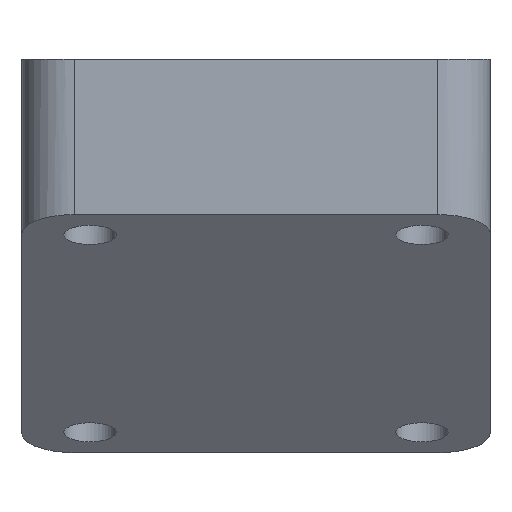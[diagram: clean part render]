
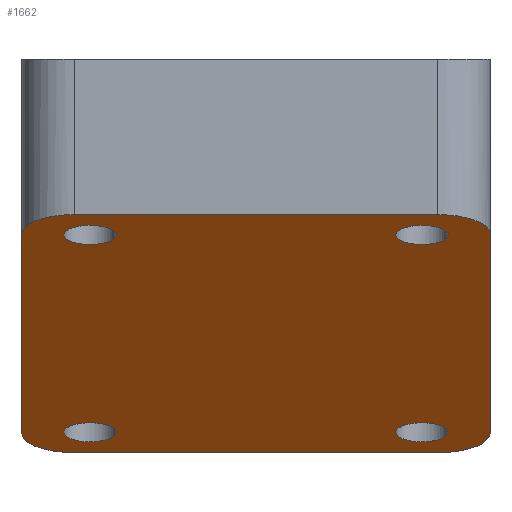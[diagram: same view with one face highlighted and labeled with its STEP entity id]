
A CAD part, front view. The second image highlights one B-rep face of the part: STEP entity #1662.
In plain terms, the highlighted planar face has unit normal (0, -0.342, -0.94).
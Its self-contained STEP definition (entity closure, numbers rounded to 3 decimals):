
#24=ELLIPSE('',#1794,6.385,6.);
#25=ELLIPSE('',#1795,6.385,6.);
#26=ELLIPSE('',#1796,6.385,6.);
#27=ELLIPSE('',#1797,6.385,6.);
#28=ELLIPSE('',#1798,3.193,3.);
#29=ELLIPSE('',#1799,3.193,3.);
#30=ELLIPSE('',#1800,3.193,3.);
#31=ELLIPSE('',#1801,3.193,3.);
#49=FACE_BOUND('',#235,.T.);
#50=FACE_BOUND('',#236,.T.);
#51=FACE_BOUND('',#237,.T.);
#52=FACE_BOUND('',#238,.T.);
#85=PLANE('',#1793);
#136=FACE_OUTER_BOUND('',#234,.T.);
#234=EDGE_LOOP('',(#1261,#1262,#1263,#1264,#1265,#1266,#1267,#1268));
#235=EDGE_LOOP('',(#1269));
#236=EDGE_LOOP('',(#1270));
#237=EDGE_LOOP('',(#1271));
#238=EDGE_LOOP('',(#1272));
#382=LINE('',#2645,#540);
#385=LINE('',#2653,#543);
#386=LINE('',#2657,#544);
#387=LINE('',#2661,#545);
#540=VECTOR('',#2092,10.);
#543=VECTOR('',#2099,10.);
#544=VECTOR('',#2102,10.);
#545=VECTOR('',#2105,10.);
#762=VERTEX_POINT('',#2641);
#764=VERTEX_POINT('',#2644);
#766=VERTEX_POINT('',#2650);
#767=VERTEX_POINT('',#2652);
#768=VERTEX_POINT('',#2654);
#769=VERTEX_POINT('',#2656);
#770=VERTEX_POINT('',#2658);
#771=VERTEX_POINT('',#2660);
#772=VERTEX_POINT('',#2663);
#773=VERTEX_POINT('',#2665);
#774=VERTEX_POINT('',#2667);
#775=VERTEX_POINT('',#2669);
#944=EDGE_CURVE('',#762,#764,#382,.T.);
#947=EDGE_CURVE('',#766,#762,#24,.T.);
#948=EDGE_CURVE('',#766,#767,#385,.T.);
#949=EDGE_CURVE('',#768,#767,#25,.T.);
#950=EDGE_CURVE('',#769,#768,#386,.T.);
#951=EDGE_CURVE('',#770,#769,#26,.T.);
#952=EDGE_CURVE('',#770,#771,#387,.T.);
#953=EDGE_CURVE('',#764,#771,#27,.T.);
#954=EDGE_CURVE('',#772,#772,#28,.T.);
#955=EDGE_CURVE('',#773,#773,#29,.T.);
#956=EDGE_CURVE('',#774,#774,#30,.T.);
#957=EDGE_CURVE('',#775,#775,#31,.T.);
#1261=ORIENTED_EDGE('',*,*,#947,.F.);
#1262=ORIENTED_EDGE('',*,*,#948,.T.);
#1263=ORIENTED_EDGE('',*,*,#949,.F.);
#1264=ORIENTED_EDGE('',*,*,#950,.F.);
#1265=ORIENTED_EDGE('',*,*,#951,.F.);
#1266=ORIENTED_EDGE('',*,*,#952,.T.);
#1267=ORIENTED_EDGE('',*,*,#953,.F.);
#1268=ORIENTED_EDGE('',*,*,#944,.F.);
#1269=ORIENTED_EDGE('',*,*,#954,.T.);
#1270=ORIENTED_EDGE('',*,*,#955,.T.);
#1271=ORIENTED_EDGE('',*,*,#956,.F.);
#1272=ORIENTED_EDGE('',*,*,#957,.F.);
#1662=ADVANCED_FACE('',(#136,#49,#50,#51,#52),#85,.T.);
#1793=AXIS2_PLACEMENT_3D('',#2649,#2095,#2096);
#1794=AXIS2_PLACEMENT_3D('',#2651,#2097,#2098);
#1795=AXIS2_PLACEMENT_3D('',#2655,#2100,#2101);
#1796=AXIS2_PLACEMENT_3D('',#2659,#2103,#2104);
#1797=AXIS2_PLACEMENT_3D('',#2662,#2106,#2107);
#1798=AXIS2_PLACEMENT_3D('',#2664,#2108,#2109);
#1799=AXIS2_PLACEMENT_3D('',#2666,#2110,#2111);
#1800=AXIS2_PLACEMENT_3D('',#2668,#2112,#2113);
#1801=AXIS2_PLACEMENT_3D('',#2670,#2114,#2115);
#2092=DIRECTION('',(-1.,0.,0.));
#2095=DIRECTION('center_axis',(0.,-0.342,-0.94));
#2096=DIRECTION('ref_axis',(0.,-0.94,0.342));
#2097=DIRECTION('center_axis',(0.,0.342,0.94));
#2098=DIRECTION('ref_axis',(0.,0.94,-0.342));
#2099=DIRECTION('',(0.,-0.94,0.342));
#2100=DIRECTION('center_axis',(0.,0.342,0.94));
#2101=DIRECTION('ref_axis',(0.,-0.94,0.342));
#2102=DIRECTION('',(1.,0.,0.));
#2103=DIRECTION('center_axis',(0.,0.342,0.94));
#2104=DIRECTION('ref_axis',(0.,-0.94,0.342));
#2105=DIRECTION('',(0.,0.94,-0.342));
#2106=DIRECTION('center_axis',(0.,0.342,0.94));
#2107=DIRECTION('ref_axis',(0.,0.94,-0.342));
#2108=DIRECTION('center_axis',(0.,0.342,0.94));
#2109=DIRECTION('ref_axis',(0.,-0.94,0.342));
#2110=DIRECTION('center_axis',(0.,0.342,0.94));
#2111=DIRECTION('ref_axis',(0.,-0.94,0.342));
#2112=DIRECTION('center_axis',(0.,-0.342,-0.94));
#2113=DIRECTION('ref_axis',(0.,0.94,-0.342));
#2114=DIRECTION('center_axis',(0.,-0.342,-0.94));
#2115=DIRECTION('ref_axis',(0.,0.94,-0.342));
#2641=CARTESIAN_POINT('',(-6.,75.05,-45.132));
#2644=CARTESIAN_POINT('',(-47.72,75.05,-45.132));
#2645=CARTESIAN_POINT('',(0.,75.05,-45.132));
#2649=CARTESIAN_POINT('Origin',(0.,75.05,-45.132));
#2650=CARTESIAN_POINT('',(0.,69.05,-42.948));
#2651=CARTESIAN_POINT('Origin',(-6.,69.05,-42.948));
#2652=CARTESIAN_POINT('',(0.,6.,-20.));
#2653=CARTESIAN_POINT('',(0.,75.05,-45.132));
#2654=CARTESIAN_POINT('',(-6.,0.,-17.816));
#2655=CARTESIAN_POINT('Origin',(-6.,6.,-20.));
#2656=CARTESIAN_POINT('',(-47.72,0.,-17.816));
#2657=CARTESIAN_POINT('',(-23.86,0.,-17.816));
#2658=CARTESIAN_POINT('',(-53.72,6.,-20.));
#2659=CARTESIAN_POINT('Origin',(-47.72,6.,-20.));
#2660=CARTESIAN_POINT('',(-53.72,69.05,-42.948));
#2661=CARTESIAN_POINT('',(-53.72,57.788,-38.849));
#2662=CARTESIAN_POINT('Origin',(-47.72,69.05,-42.948));
#2663=CARTESIAN_POINT('',(-48.91,68.64,-42.799));
#2664=CARTESIAN_POINT('Origin',(-45.91,68.64,-42.799));
#2665=CARTESIAN_POINT('',(-10.81,68.64,-42.799));
#2666=CARTESIAN_POINT('Origin',(-7.81,68.64,-42.799));
#2667=CARTESIAN_POINT('',(-48.91,6.41,-20.149));
#2668=CARTESIAN_POINT('Origin',(-45.91,6.41,-20.149));
#2669=CARTESIAN_POINT('',(-10.81,6.41,-20.149));
#2670=CARTESIAN_POINT('Origin',(-7.81,6.41,-20.149));
